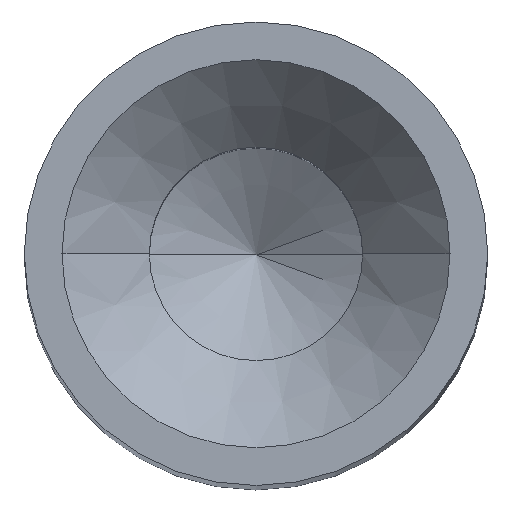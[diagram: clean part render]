
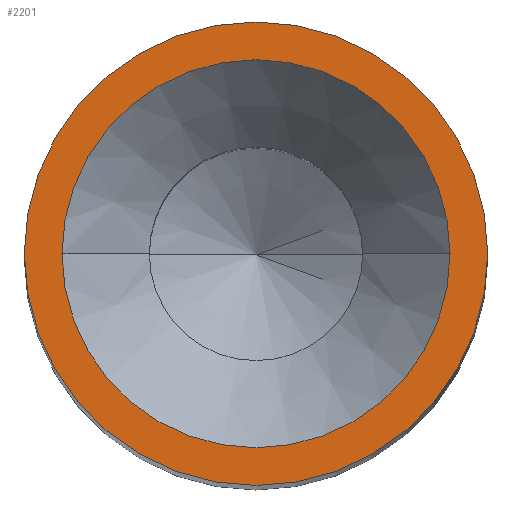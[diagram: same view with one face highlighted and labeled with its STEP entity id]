
A CAD part, top view. The second image highlights one B-rep face of the part: STEP entity #2201.
In plain terms, the highlighted planar face has unit normal (0, 0, 1).
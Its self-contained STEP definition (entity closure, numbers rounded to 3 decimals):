
#41 = EDGE_CURVE ( 'NONE', #1199, #2542, #390, .T. ) ;
#227 = AXIS2_PLACEMENT_3D ( 'NONE', #1443, #2251, #623 ) ;
#390 = CIRCLE ( 'NONE', #475, 0.9 ) ;
#475 = AXIS2_PLACEMENT_3D ( 'NONE', #2057, #2222, #824 ) ;
#502 = CIRCLE ( 'NONE', #1990, 1.075 ) ;
#622 = AXIS2_PLACEMENT_3D ( 'NONE', #1667, #1500, #697 ) ;
#623 = DIRECTION ( 'NONE',  ( -1., 0., 0. ) ) ;
#697 = DIRECTION ( 'NONE',  ( 1., 0., 0. ) ) ;
#710 = DIRECTION ( 'NONE',  ( 0., 0., 1. ) ) ;
#751 = AXIS2_PLACEMENT_3D ( 'NONE', #1299, #710, #2262 ) ;
#784 = ORIENTED_EDGE ( 'NONE', *, *, #41, .F. ) ;
#824 = DIRECTION ( 'NONE',  ( 1., 0., 0. ) ) ;
#876 = CIRCLE ( 'NONE', #751, 1.075 ) ;
#965 = CARTESIAN_POINT ( 'NONE',  ( 0., 0., 0. ) ) ;
#999 = ORIENTED_EDGE ( 'NONE', *, *, #1102, .F. ) ;
#1102 = EDGE_CURVE ( 'NONE', #2542, #1199, #1680, .T. ) ;
#1131 = EDGE_CURVE ( 'NONE', #1314, #2270, #876, .T. ) ;
#1163 = DIRECTION ( 'NONE',  ( 0., 0., 1. ) ) ;
#1199 = VERTEX_POINT ( 'NONE', #1944 ) ;
#1225 = FACE_OUTER_BOUND ( 'NONE', #2609, .T. ) ;
#1299 = CARTESIAN_POINT ( 'NONE',  ( 0., 0., 0. ) ) ;
#1314 = VERTEX_POINT ( 'NONE', #1385 ) ;
#1385 = CARTESIAN_POINT ( 'NONE',  ( 1.075, 0., 0. ) ) ;
#1416 = CARTESIAN_POINT ( 'NONE',  ( -1.075, 0., 0. ) ) ;
#1427 = CARTESIAN_POINT ( 'NONE',  ( 0.9, 0., 0. ) ) ;
#1443 = CARTESIAN_POINT ( 'NONE',  ( 0., 0., 0. ) ) ;
#1455 = FACE_BOUND ( 'NONE', #1974, .T. ) ;
#1480 = ORIENTED_EDGE ( 'NONE', *, *, #1682, .T. ) ;
#1500 = DIRECTION ( 'NONE',  ( 0., 0., 1. ) ) ;
#1667 = CARTESIAN_POINT ( 'NONE',  ( 0., 0., 0. ) ) ;
#1668 = PLANE ( 'NONE',  #227 ) ;
#1680 = CIRCLE ( 'NONE', #622, 0.9 ) ;
#1682 = EDGE_CURVE ( 'NONE', #2270, #1314, #502, .T. ) ;
#1727 = ORIENTED_EDGE ( 'NONE', *, *, #1131, .T. ) ;
#1743 = DIRECTION ( 'NONE',  ( 1., 0., 0. ) ) ;
#1944 = CARTESIAN_POINT ( 'NONE',  ( -0.9, 0., 0. ) ) ;
#1974 = EDGE_LOOP ( 'NONE', ( #999, #784 ) ) ;
#1990 = AXIS2_PLACEMENT_3D ( 'NONE', #965, #1163, #1743 ) ;
#2057 = CARTESIAN_POINT ( 'NONE',  ( 0., 0., 0. ) ) ;
#2201 = ADVANCED_FACE ( 'NONE', ( #1455, #1225 ), #1668, .F. ) ;
#2222 = DIRECTION ( 'NONE',  ( 0., 0., 1. ) ) ;
#2251 = DIRECTION ( 'NONE',  ( 0., 0., -1. ) ) ;
#2262 = DIRECTION ( 'NONE',  ( 1., 0., 0. ) ) ;
#2270 = VERTEX_POINT ( 'NONE', #1416 ) ;
#2542 = VERTEX_POINT ( 'NONE', #1427 ) ;
#2609 = EDGE_LOOP ( 'NONE', ( #1727, #1480 ) ) ;
